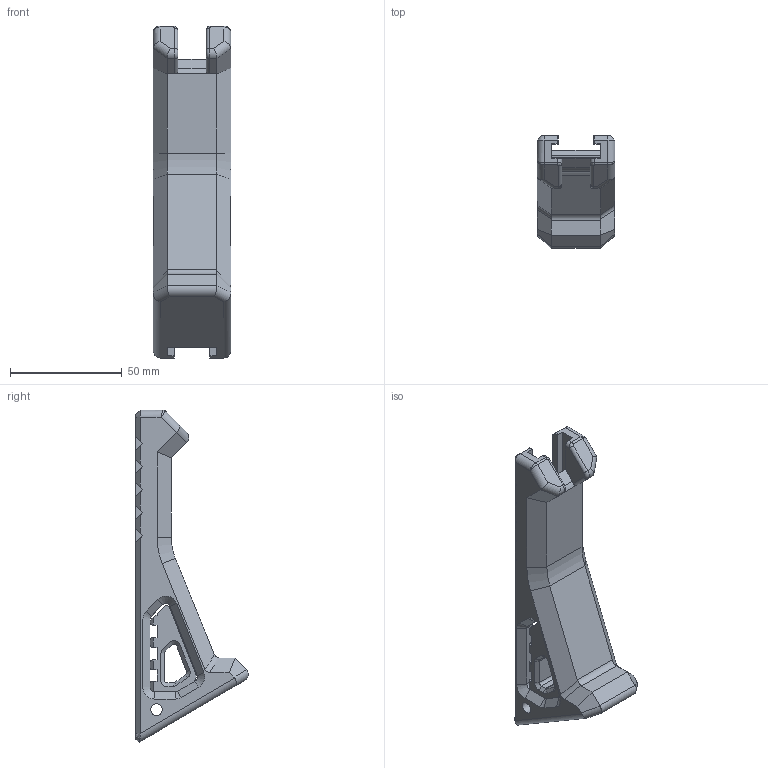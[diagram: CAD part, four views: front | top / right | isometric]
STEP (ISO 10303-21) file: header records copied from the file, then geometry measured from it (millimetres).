
FILE_DESCRIPTION(/* description */ ('Alibre Inc.'),/* implementation_level */ '2;1');
FILE_NAME(/* name */ 'export0',/* time_stamp */ '2019-06-19T09:42:05-04:00',/* author */ (''),/* organization */ (''),/* preprocessor_version */ 'ST-DEVELOPER v17',/* originating_system */ 'Alibre',/* authorisation */ '');
FILE_SCHEMA (('CONFIG_CONTROL_DESIGN'));
Length unit declared in the file: millimetre
Products named in the file (3): ID_1
Bounding box: 34.92 x 50.36 x 148.66 mm (x, y, z)
Volume: 76047.3 mm3; surface area: 27621.9 mm2
Topology: 2 solids, 2 shells, 237 faces, 615 edges, 374 vertices
Faces by surface type: plane 146, cylinder 57, cone 26, bspline 6, torus 2
Full cylindrical faces by diameter (mm): 3.962 x1, 5.207 x1
Entity records: 7721 total; most frequent: CARTESIAN_POINT 1877, ORIENTED_EDGE 1212, DIRECTION 1020, EDGE_CURVE 606, VECTOR 440, LINE 440, VERTEX_POINT 372, AXIS2_PLACEMENT_3D 359
